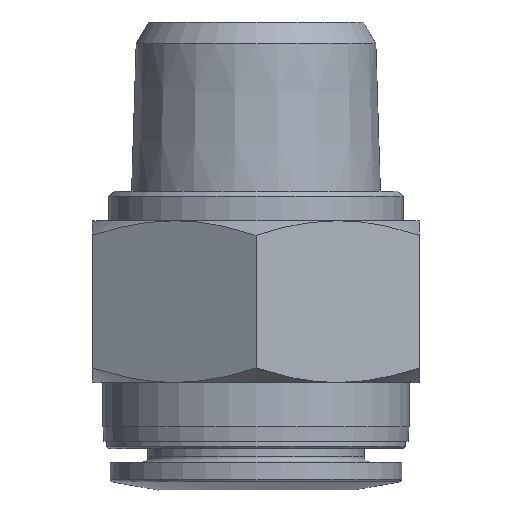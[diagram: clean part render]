
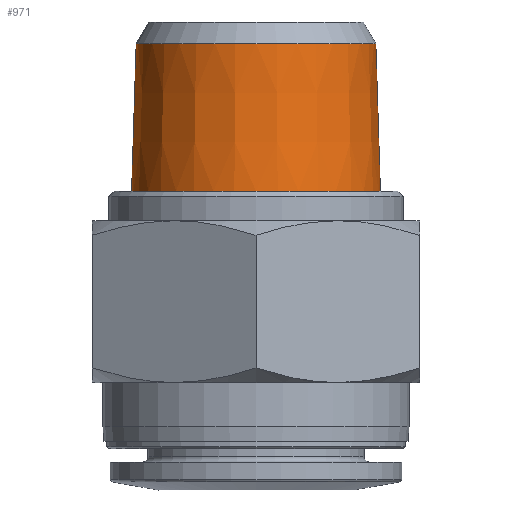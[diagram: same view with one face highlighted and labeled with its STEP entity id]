
A CAD part, front view. The second image highlights one B-rep face of the part: STEP entity #971.
In plain terms, the highlighted conical face has half-angle 1.788 degrees and reference radius 8.455 mm.
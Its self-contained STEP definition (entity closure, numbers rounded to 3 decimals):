
#117=CIRCLE('',#1043,8.142);
#118=CIRCLE('',#1045,8.455);
#224=ORIENTED_EDGE('',*,*,#348,.F.);
#225=ORIENTED_EDGE('',*,*,#349,.T.);
#348=EDGE_CURVE('',#417,#417,#117,.T.);
#349=EDGE_CURVE('',#418,#418,#118,.T.);
#417=VERTEX_POINT('',#1463);
#418=VERTEX_POINT('',#1466);
#496=EDGE_LOOP('',(#224));
#497=EDGE_LOOP('',(#225));
#566=FACE_BOUND('',#496,.T.);
#567=FACE_BOUND('',#497,.T.);
#604=CONICAL_SURFACE('',#1044,8.455,0.031);
#971=ADVANCED_FACE('',(#566,#567),#604,.T.);
#1043=AXIS2_PLACEMENT_3D('',#1462,#1184,#1185);
#1044=AXIS2_PLACEMENT_3D('',#1464,#1186,#1187);
#1045=AXIS2_PLACEMENT_3D('',#1465,#1188,#1189);
#1184=DIRECTION('',(0.,0.,1.));
#1185=DIRECTION('',(1.,0.,0.));
#1186=DIRECTION('',(0.,0.,-1.));
#1187=DIRECTION('',(-1.,0.,0.));
#1188=DIRECTION('',(0.,0.,1.));
#1189=DIRECTION('',(1.,0.,0.));
#1462=CARTESIAN_POINT('',(0.,0.,30.335));
#1463=CARTESIAN_POINT('',(8.142,0.,30.335));
#1464=CARTESIAN_POINT('',(0.,0.,20.3));
#1465=CARTESIAN_POINT('',(0.,0.,20.3));
#1466=CARTESIAN_POINT('',(8.455,0.,20.3));
